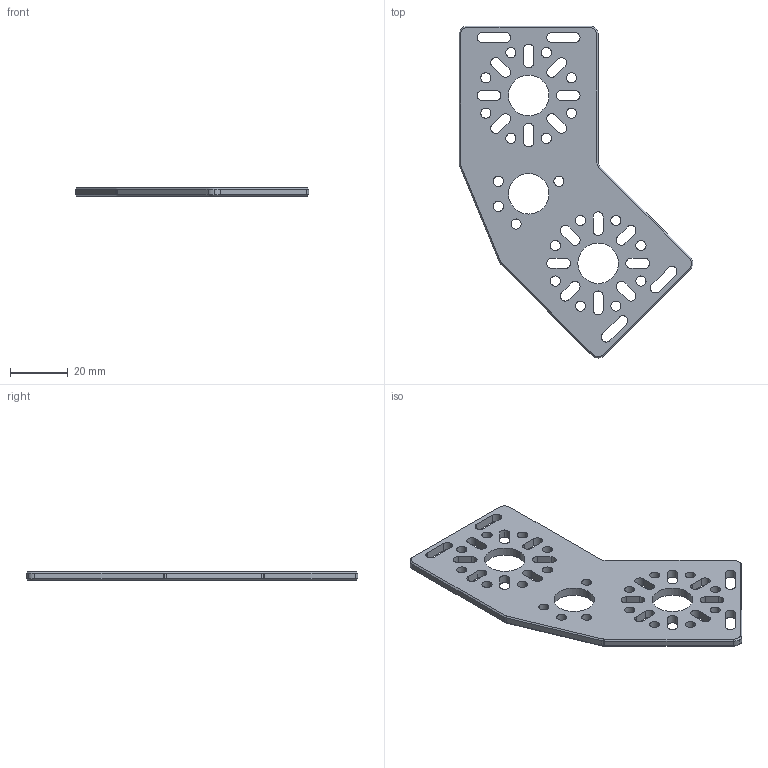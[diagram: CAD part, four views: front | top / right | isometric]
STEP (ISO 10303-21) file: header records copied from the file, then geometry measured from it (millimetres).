
FILE_DESCRIPTION (( 'STEP AP214' ), '1' );
FILE_NAME ('76082-135-degree-bracket.STEP', '2021-07-06T16:02:40', ( '' ), ( '' ), 'SwSTEP 2.0', 'SolidWorks 2021', '' );
FILE_SCHEMA (( 'AUTOMOTIVE_DESIGN' ));
Length unit declared in the file: millimetre
Products named in the file (1): 76082-135-degree-bracket
Bounding box: 80.7 x 114.64 x 3 mm (x, y, z)
Volume: 12502.2 mm3; surface area: 11515.5 mm2
Topology: 1 solids, 1 shells, 193 faces, 531 edges, 340 vertices
Faces by surface type: cylinder 102, plane 63, cone 28
Entity records: 6387 total; most frequent: DIRECTION 1151, CARTESIAN_POINT 1065, ORIENTED_EDGE 1062, EDGE_CURVE 531, AXIS2_PLACEMENT_3D 426, VERTEX_POINT 340, VECTOR 299, LINE 299
